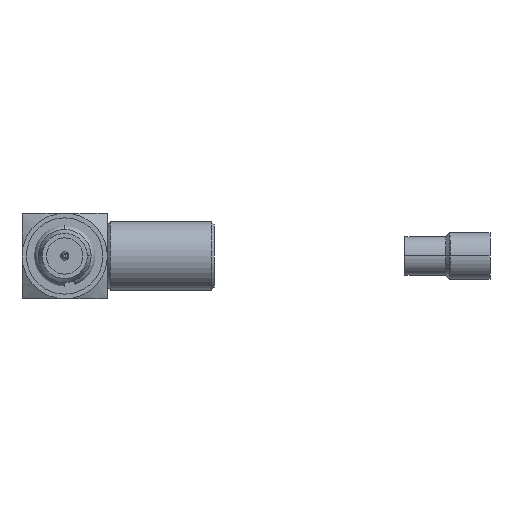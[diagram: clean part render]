
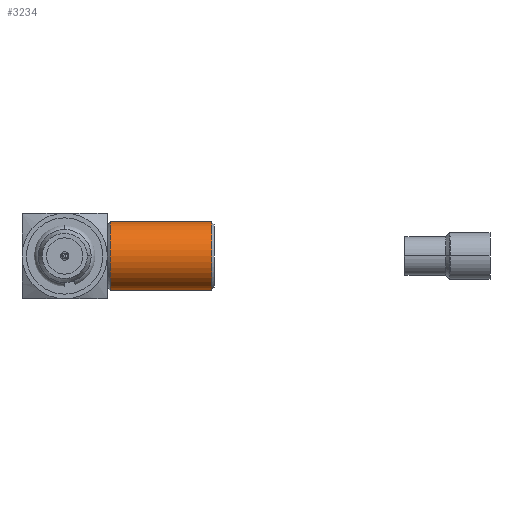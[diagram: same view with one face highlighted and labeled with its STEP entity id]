
A CAD part, left-side view. The second image highlights one B-rep face of the part: STEP entity #3234.
In plain terms, the highlighted cylindrical face has radius 1.6 mm (diameter 3.2 mm), a partial arc.
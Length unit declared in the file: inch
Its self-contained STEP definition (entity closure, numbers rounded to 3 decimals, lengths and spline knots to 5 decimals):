
#213 = CIRCLE ( 'NONE', #505, 0.063 ) ;
#505 = AXIS2_PLACEMENT_3D ( 'NONE', #6132, #2782, #5388 ) ;
#748 = CARTESIAN_POINT ( 'NONE',  ( 0., -0.27035, -0.063 ) ) ;
#1133 = ORIENTED_EDGE ( 'NONE', *, *, #8127, .T. ) ;
#1253 = DIRECTION ( 'NONE',  ( 0., 1., 0. ) ) ;
#1331 = VECTOR ( 'NONE', #1253, 39.37008 ) ;
#1534 = CARTESIAN_POINT ( 'NONE',  ( 0., -0.27535, 0. ) ) ;
#1890 = EDGE_CURVE ( 'NONE', #5463, #2560, #8676, .T. ) ;
#2189 = ORIENTED_EDGE ( 'NONE', *, *, #1890, .F. ) ;
#2275 = DIRECTION ( 'NONE',  ( 0., 1., 0. ) ) ;
#2560 = VERTEX_POINT ( 'NONE', #3095 ) ;
#2619 = CARTESIAN_POINT ( 'NONE',  ( 0., -0.27535, -0.063 ) ) ;
#2691 = VECTOR ( 'NONE', #5437, 39.37008 ) ;
#2700 = EDGE_CURVE ( 'NONE', #5463, #7171, #213, .T. ) ;
#2782 = DIRECTION ( 'NONE',  ( 0., 1., 0. ) ) ;
#2804 = CARTESIAN_POINT ( 'NONE',  ( 0., -0.0835, 0. ) ) ;
#2868 = CARTESIAN_POINT ( 'NONE',  ( 0., -0.27535, 0.063 ) ) ;
#3095 = CARTESIAN_POINT ( 'NONE',  ( 0., -0.0835, -0.063 ) ) ;
#3234 = ADVANCED_FACE ( 'NONE', ( #7660 ), #8153, .T. ) ;
#3257 = ORIENTED_EDGE ( 'NONE', *, *, #2700, .T. ) ;
#3321 = EDGE_LOOP ( 'NONE', ( #2189, #3257, #1133, #4447 ) ) ;
#3575 = EDGE_CURVE ( 'NONE', #4645, #2560, #7273, .T. ) ;
#3930 = CARTESIAN_POINT ( 'NONE',  ( 0., -0.27035, 0.063 ) ) ;
#4208 = DIRECTION ( 'NONE',  ( 0., -1., 0. ) ) ;
#4447 = ORIENTED_EDGE ( 'NONE', *, *, #3575, .T. ) ;
#4645 = VERTEX_POINT ( 'NONE', #8146 ) ;
#5388 = DIRECTION ( 'NONE',  ( 0., 0., 1. ) ) ;
#5437 = DIRECTION ( 'NONE',  ( 0., 1., 0. ) ) ;
#5463 = VERTEX_POINT ( 'NONE', #748 ) ;
#6007 = AXIS2_PLACEMENT_3D ( 'NONE', #2804, #4208, #7610 ) ;
#6132 = CARTESIAN_POINT ( 'NONE',  ( 0., -0.27035, 0. ) ) ;
#6208 = DIRECTION ( 'NONE',  ( 0., 0., 1. ) ) ;
#7126 = AXIS2_PLACEMENT_3D ( 'NONE', #1534, #2275, #6208 ) ;
#7171 = VERTEX_POINT ( 'NONE', #3930 ) ;
#7273 = CIRCLE ( 'NONE', #6007, 0.063 ) ;
#7610 = DIRECTION ( 'NONE',  ( 0., 0., 1. ) ) ;
#7660 = FACE_OUTER_BOUND ( 'NONE', #3321, .T. ) ;
#8127 = EDGE_CURVE ( 'NONE', #7171, #4645, #8164, .T. ) ;
#8146 = CARTESIAN_POINT ( 'NONE',  ( 0., -0.0835, 0.063 ) ) ;
#8153 = CYLINDRICAL_SURFACE ( 'NONE', #7126, 0.063 ) ;
#8164 = LINE ( 'NONE', #2868, #2691 ) ;
#8676 = LINE ( 'NONE', #2619, #1331 ) ;
